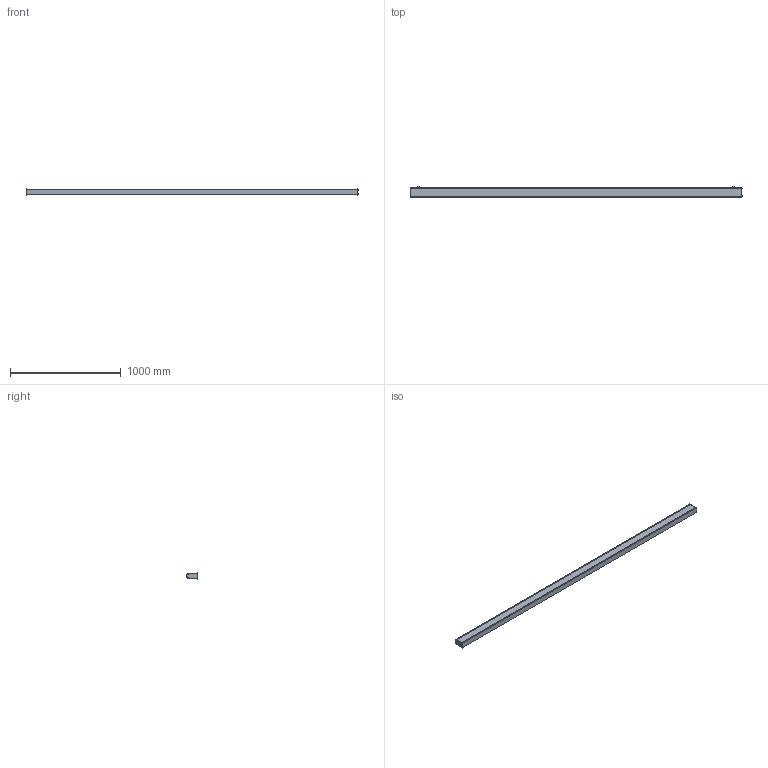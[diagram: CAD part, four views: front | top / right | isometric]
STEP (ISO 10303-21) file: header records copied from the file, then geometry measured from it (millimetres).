
FILE_DESCRIPTION (( 'STEP AP214' ), '1' );
FILE_NAME ('LED MALL ECO 2x70 IP5_main line harness.STEP', '2018-06-22T04:22:53', ( '' ), ( '' ), 'SwSTEP 2.0', 'SolidWorks 2013', '' );
FILE_SCHEMA (( 'AUTOMOTIVE_DESIGN' ));
Length unit declared in the file: millimetre
Products named in the file (1): LED MALL ECO 2x70 IP5_main line harness
Bounding box: 3000 x 100 x 55 mm (x, y, z)
Volume: 11997504.8 mm3; surface area: 940999.5 mm2
Topology: 1 solids, 1 shells, 112 faces, 254 edges, 160 vertices
Faces by surface type: plane 74, cylinder 22, torus 16
Entity records: 3994 total; most frequent: CARTESIAN_POINT 563, DIRECTION 536, ORIENTED_EDGE 508, EDGE_CURVE 254, AXIS2_PLACEMENT_3D 181, LINE 174, VECTOR 174, VERTEX_POINT 160
